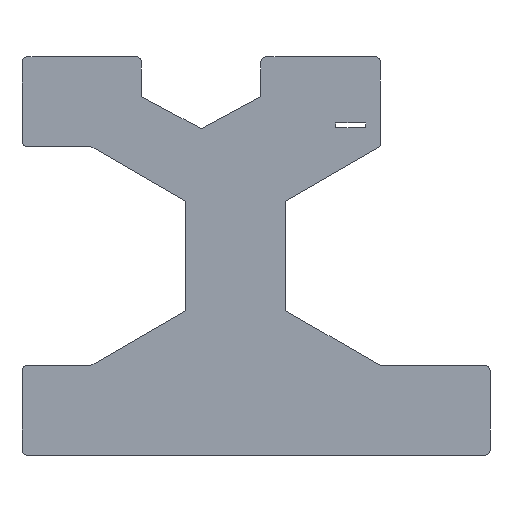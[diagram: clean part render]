
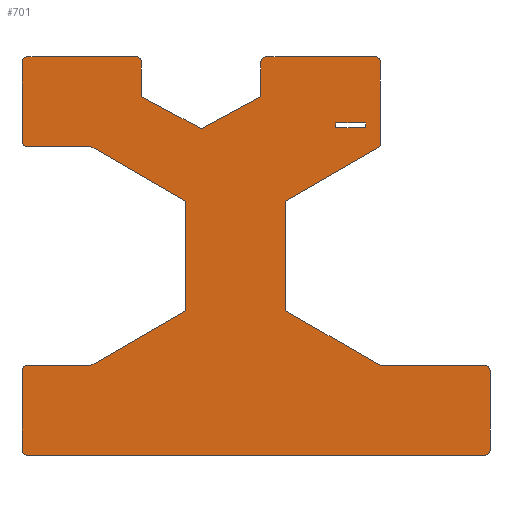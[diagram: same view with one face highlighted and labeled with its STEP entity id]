
A CAD part, left-side view. The second image highlights one B-rep face of the part: STEP entity #701.
In plain terms, the highlighted planar face has unit normal (-1, 0, 0).
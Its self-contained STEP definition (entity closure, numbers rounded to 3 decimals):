
#72 = VERTEX_POINT('',#73);
#73 = CARTESIAN_POINT('',(-126.19,-2.,-44.));
#79 = EDGE_CURVE('',#80,#72,#82,.T.);
#80 = VERTEX_POINT('',#81);
#81 = CARTESIAN_POINT('',(-126.19,40.,-44.));
#82 = LINE('',#83,#84);
#83 = CARTESIAN_POINT('',(-126.19,40.,-44.));
#84 = VECTOR('',#85,1.);
#85 = DIRECTION('',(0.,-1.,0.));
#672 = VERTEX_POINT('',#673);
#673 = CARTESIAN_POINT('',(-126.19,78.105,-22.));
#679 = EDGE_CURVE('',#80,#672,#680,.T.);
#680 = LINE('',#681,#682);
#681 = CARTESIAN_POINT('',(-126.19,40.,-44.));
#682 = VECTOR('',#683,1.);
#683 = DIRECTION('',(0.,0.866,0.5));
#701 = ADVANCED_FACE('',(#702,#938),#972,.F.);
#702 = FACE_BOUND('',#703,.F.);
#703 = EDGE_LOOP('',(#704,#714,#720,#721,#722,#731,#739,#748,#756,#765,
    #773,#782,#790,#798,#806,#814,#822,#831,#839,#848,#856,#865,#873,
    #881,#889,#897,#906,#914,#923,#931));
#704 = ORIENTED_EDGE('',*,*,#705,.F.);
#705 = EDGE_CURVE('',#706,#708,#710,.T.);
#706 = VERTEX_POINT('',#707);
#707 = CARTESIAN_POINT('',(-126.19,78.105,22.));
#708 = VERTEX_POINT('',#709);
#709 = CARTESIAN_POINT('',(-126.19,41.,43.423));
#710 = LINE('',#711,#712);
#711 = CARTESIAN_POINT('',(-126.19,78.105,22.));
#712 = VECTOR('',#713,1.);
#713 = DIRECTION('',(0.,-0.866,0.5));
#714 = ORIENTED_EDGE('',*,*,#715,.F.);
#715 = EDGE_CURVE('',#672,#706,#716,.T.);
#716 = LINE('',#717,#718);
#717 = CARTESIAN_POINT('',(-126.19,78.105,-22.));
#718 = VECTOR('',#719,1.);
#719 = DIRECTION('',(0.,0.,1.));
#720 = ORIENTED_EDGE('',*,*,#679,.F.);
#721 = ORIENTED_EDGE('',*,*,#79,.T.);
#722 = ORIENTED_EDGE('',*,*,#723,.T.);
#723 = EDGE_CURVE('',#72,#724,#726,.T.);
#724 = VERTEX_POINT('',#725);
#725 = CARTESIAN_POINT('',(-126.19,-4.,-46.));
#726 = CIRCLE('',#727,2.);
#727 = AXIS2_PLACEMENT_3D('',#728,#729,#730);
#728 = CARTESIAN_POINT('',(-126.19,-2.,-46.));
#729 = DIRECTION('',(1.,0.,0.));
#730 = DIRECTION('',(0.,1.,0.));
#731 = ORIENTED_EDGE('',*,*,#732,.T.);
#732 = EDGE_CURVE('',#724,#733,#735,.T.);
#733 = VERTEX_POINT('',#734);
#734 = CARTESIAN_POINT('',(-126.19,-4.,-78.));
#735 = LINE('',#736,#737);
#736 = CARTESIAN_POINT('',(-126.19,-4.,-44.));
#737 = VECTOR('',#738,1.);
#738 = DIRECTION('',(0.,0.,-1.));
#739 = ORIENTED_EDGE('',*,*,#740,.T.);
#740 = EDGE_CURVE('',#733,#741,#743,.T.);
#741 = VERTEX_POINT('',#742);
#742 = CARTESIAN_POINT('',(-126.19,-2.,-80.));
#743 = CIRCLE('',#744,2.);
#744 = AXIS2_PLACEMENT_3D('',#745,#746,#747);
#745 = CARTESIAN_POINT('',(-126.19,-2.,-78.));
#746 = DIRECTION('',(1.,0.,0.));
#747 = DIRECTION('',(0.,1.,0.));
#748 = ORIENTED_EDGE('',*,*,#749,.F.);
#749 = EDGE_CURVE('',#750,#741,#752,.T.);
#750 = VERTEX_POINT('',#751);
#751 = CARTESIAN_POINT('',(-126.19,182.,-80.));
#752 = LINE('',#753,#754);
#753 = CARTESIAN_POINT('',(-126.19,184.,-80.));
#754 = VECTOR('',#755,1.);
#755 = DIRECTION('',(0.,-1.,0.));
#756 = ORIENTED_EDGE('',*,*,#757,.F.);
#757 = EDGE_CURVE('',#758,#750,#760,.T.);
#758 = VERTEX_POINT('',#759);
#759 = CARTESIAN_POINT('',(-126.19,184.,-78.));
#760 = CIRCLE('',#761,2.);
#761 = AXIS2_PLACEMENT_3D('',#762,#763,#764);
#762 = CARTESIAN_POINT('',(-126.19,182.,-78.));
#763 = DIRECTION('',(-1.,0.,0.));
#764 = DIRECTION('',(0.,1.,0.));
#765 = ORIENTED_EDGE('',*,*,#766,.F.);
#766 = EDGE_CURVE('',#767,#758,#769,.T.);
#767 = VERTEX_POINT('',#768);
#768 = CARTESIAN_POINT('',(-126.19,184.,-46.));
#769 = LINE('',#770,#771);
#770 = CARTESIAN_POINT('',(-126.19,184.,-44.));
#771 = VECTOR('',#772,1.);
#772 = DIRECTION('',(0.,0.,-1.));
#773 = ORIENTED_EDGE('',*,*,#774,.F.);
#774 = EDGE_CURVE('',#775,#767,#777,.T.);
#775 = VERTEX_POINT('',#776);
#776 = CARTESIAN_POINT('',(-126.19,182.,-44.));
#777 = CIRCLE('',#778,2.);
#778 = AXIS2_PLACEMENT_3D('',#779,#780,#781);
#779 = CARTESIAN_POINT('',(-126.19,182.,-46.));
#780 = DIRECTION('',(-1.,0.,0.));
#781 = DIRECTION('',(0.,1.,0.));
#782 = ORIENTED_EDGE('',*,*,#783,.T.);
#783 = EDGE_CURVE('',#775,#784,#786,.T.);
#784 = VERTEX_POINT('',#785);
#785 = CARTESIAN_POINT('',(-126.19,156.29,-44.));
#786 = LINE('',#787,#788);
#787 = CARTESIAN_POINT('',(-126.19,184.,-44.));
#788 = VECTOR('',#789,1.);
#789 = DIRECTION('',(0.,-1.,0.));
#790 = ORIENTED_EDGE('',*,*,#791,.F.);
#791 = EDGE_CURVE('',#792,#784,#794,.T.);
#792 = VERTEX_POINT('',#793);
#793 = CARTESIAN_POINT('',(-126.19,118.185,-22.));
#794 = LINE('',#795,#796);
#795 = CARTESIAN_POINT('',(-126.19,118.185,-22.));
#796 = VECTOR('',#797,1.);
#797 = DIRECTION('',(0.,0.866,-0.5));
#798 = ORIENTED_EDGE('',*,*,#799,.F.);
#799 = EDGE_CURVE('',#800,#792,#802,.T.);
#800 = VERTEX_POINT('',#801);
#801 = CARTESIAN_POINT('',(-126.19,118.185,22.));
#802 = LINE('',#803,#804);
#803 = CARTESIAN_POINT('',(-126.19,118.185,22.));
#804 = VECTOR('',#805,1.);
#805 = DIRECTION('',(0.,0.,-1.));
#806 = ORIENTED_EDGE('',*,*,#807,.F.);
#807 = EDGE_CURVE('',#808,#800,#810,.T.);
#808 = VERTEX_POINT('',#809);
#809 = CARTESIAN_POINT('',(-126.19,156.29,44.));
#810 = LINE('',#811,#812);
#811 = CARTESIAN_POINT('',(-126.19,156.29,44.));
#812 = VECTOR('',#813,1.);
#813 = DIRECTION('',(0.,-0.866,-0.5));
#814 = ORIENTED_EDGE('',*,*,#815,.T.);
#815 = EDGE_CURVE('',#808,#816,#818,.T.);
#816 = VERTEX_POINT('',#817);
#817 = CARTESIAN_POINT('',(-126.19,182.,44.));
#818 = LINE('',#819,#820);
#819 = CARTESIAN_POINT('',(-126.19,156.29,44.));
#820 = VECTOR('',#821,1.);
#821 = DIRECTION('',(0.,1.,0.));
#822 = ORIENTED_EDGE('',*,*,#823,.F.);
#823 = EDGE_CURVE('',#824,#816,#826,.T.);
#824 = VERTEX_POINT('',#825);
#825 = CARTESIAN_POINT('',(-126.19,184.,46.));
#826 = CIRCLE('',#827,2.);
#827 = AXIS2_PLACEMENT_3D('',#828,#829,#830);
#828 = CARTESIAN_POINT('',(-126.19,182.,46.));
#829 = DIRECTION('',(-1.,0.,0.));
#830 = DIRECTION('',(0.,1.,0.));
#831 = ORIENTED_EDGE('',*,*,#832,.F.);
#832 = EDGE_CURVE('',#833,#824,#835,.T.);
#833 = VERTEX_POINT('',#834);
#834 = CARTESIAN_POINT('',(-126.19,184.,78.));
#835 = LINE('',#836,#837);
#836 = CARTESIAN_POINT('',(-126.19,184.,80.));
#837 = VECTOR('',#838,1.);
#838 = DIRECTION('',(0.,0.,-1.));
#839 = ORIENTED_EDGE('',*,*,#840,.F.);
#840 = EDGE_CURVE('',#841,#833,#843,.T.);
#841 = VERTEX_POINT('',#842);
#842 = CARTESIAN_POINT('',(-126.19,182.,80.));
#843 = CIRCLE('',#844,2.);
#844 = AXIS2_PLACEMENT_3D('',#845,#846,#847);
#845 = CARTESIAN_POINT('',(-126.19,182.,78.));
#846 = DIRECTION('',(-1.,0.,0.));
#847 = DIRECTION('',(0.,1.,0.));
#848 = ORIENTED_EDGE('',*,*,#849,.F.);
#849 = EDGE_CURVE('',#850,#841,#852,.T.);
#850 = VERTEX_POINT('',#851);
#851 = CARTESIAN_POINT('',(-126.19,138.,80.));
#852 = LINE('',#853,#854);
#853 = CARTESIAN_POINT('',(-126.19,136.,80.));
#854 = VECTOR('',#855,1.);
#855 = DIRECTION('',(0.,1.,0.));
#856 = ORIENTED_EDGE('',*,*,#857,.F.);
#857 = EDGE_CURVE('',#858,#850,#860,.T.);
#858 = VERTEX_POINT('',#859);
#859 = CARTESIAN_POINT('',(-126.19,136.,78.));
#860 = CIRCLE('',#861,2.);
#861 = AXIS2_PLACEMENT_3D('',#862,#863,#864);
#862 = CARTESIAN_POINT('',(-126.19,138.,78.));
#863 = DIRECTION('',(-1.,0.,0.));
#864 = DIRECTION('',(0.,1.,0.));
#865 = ORIENTED_EDGE('',*,*,#866,.F.);
#866 = EDGE_CURVE('',#867,#858,#869,.T.);
#867 = VERTEX_POINT('',#868);
#868 = CARTESIAN_POINT('',(-126.19,136.,64.));
#869 = LINE('',#870,#871);
#870 = CARTESIAN_POINT('',(-126.19,136.,64.));
#871 = VECTOR('',#872,1.);
#872 = DIRECTION('',(0.,0.,1.));
#873 = ORIENTED_EDGE('',*,*,#874,.F.);
#874 = EDGE_CURVE('',#875,#867,#877,.T.);
#875 = VERTEX_POINT('',#876);
#876 = CARTESIAN_POINT('',(-126.19,112.,51.156));
#877 = LINE('',#878,#879);
#878 = CARTESIAN_POINT('',(-126.19,112.,51.156));
#879 = VECTOR('',#880,1.);
#880 = DIRECTION('',(0.,0.882,0.472));
#881 = ORIENTED_EDGE('',*,*,#882,.F.);
#882 = EDGE_CURVE('',#883,#875,#885,.T.);
#883 = VERTEX_POINT('',#884);
#884 = CARTESIAN_POINT('',(-126.19,88.,64.));
#885 = LINE('',#886,#887);
#886 = CARTESIAN_POINT('',(-126.19,88.,64.));
#887 = VECTOR('',#888,1.);
#888 = DIRECTION('',(0.,0.882,-0.472));
#889 = ORIENTED_EDGE('',*,*,#890,.F.);
#890 = EDGE_CURVE('',#891,#883,#893,.T.);
#891 = VERTEX_POINT('',#892);
#892 = CARTESIAN_POINT('',(-126.19,88.,78.));
#893 = LINE('',#894,#895);
#894 = CARTESIAN_POINT('',(-126.19,88.,80.));
#895 = VECTOR('',#896,1.);
#896 = DIRECTION('',(0.,0.,-1.));
#897 = ORIENTED_EDGE('',*,*,#898,.F.);
#898 = EDGE_CURVE('',#899,#891,#901,.T.);
#899 = VERTEX_POINT('',#900);
#900 = CARTESIAN_POINT('',(-126.19,86.,80.));
#901 = CIRCLE('',#902,2.);
#902 = AXIS2_PLACEMENT_3D('',#903,#904,#905);
#903 = CARTESIAN_POINT('',(-126.19,86.,78.));
#904 = DIRECTION('',(-1.,0.,0.));
#905 = DIRECTION('',(0.,1.,0.));
#906 = ORIENTED_EDGE('',*,*,#907,.F.);
#907 = EDGE_CURVE('',#908,#899,#910,.T.);
#908 = VERTEX_POINT('',#909);
#909 = CARTESIAN_POINT('',(-126.19,42.,80.));
#910 = LINE('',#911,#912);
#911 = CARTESIAN_POINT('',(-126.19,40.,80.));
#912 = VECTOR('',#913,1.);
#913 = DIRECTION('',(0.,1.,0.));
#914 = ORIENTED_EDGE('',*,*,#915,.F.);
#915 = EDGE_CURVE('',#916,#908,#918,.T.);
#916 = VERTEX_POINT('',#917);
#917 = CARTESIAN_POINT('',(-126.19,40.,78.));
#918 = CIRCLE('',#919,2.);
#919 = AXIS2_PLACEMENT_3D('',#920,#921,#922);
#920 = CARTESIAN_POINT('',(-126.19,42.,78.));
#921 = DIRECTION('',(-1.,0.,0.));
#922 = DIRECTION('',(0.,1.,0.));
#923 = ORIENTED_EDGE('',*,*,#924,.T.);
#924 = EDGE_CURVE('',#916,#925,#927,.T.);
#925 = VERTEX_POINT('',#926);
#926 = CARTESIAN_POINT('',(-126.19,40.,45.155));
#927 = LINE('',#928,#929);
#928 = CARTESIAN_POINT('',(-126.19,40.,80.));
#929 = VECTOR('',#930,1.);
#930 = DIRECTION('',(0.,0.,-1.));
#931 = ORIENTED_EDGE('',*,*,#932,.F.);
#932 = EDGE_CURVE('',#708,#925,#933,.T.);
#933 = CIRCLE('',#934,2.);
#934 = AXIS2_PLACEMENT_3D('',#935,#936,#937);
#935 = CARTESIAN_POINT('',(-126.19,42.,45.155));
#936 = DIRECTION('',(-1.,0.,0.));
#937 = DIRECTION('',(0.,1.,0.));
#938 = FACE_BOUND('',#939,.F.);
#939 = EDGE_LOOP('',(#940,#950,#958,#966));
#940 = ORIENTED_EDGE('',*,*,#941,.F.);
#941 = EDGE_CURVE('',#942,#944,#946,.T.);
#942 = VERTEX_POINT('',#943);
#943 = CARTESIAN_POINT('',(-126.19,58.,53.5));
#944 = VERTEX_POINT('',#945);
#945 = CARTESIAN_POINT('',(-126.19,46.,53.5));
#946 = LINE('',#947,#948);
#947 = CARTESIAN_POINT('',(-126.19,79.138,53.5));
#948 = VECTOR('',#949,1.);
#949 = DIRECTION('',(0.,-1.,0.));
#950 = ORIENTED_EDGE('',*,*,#951,.T.);
#951 = EDGE_CURVE('',#942,#952,#954,.T.);
#952 = VERTEX_POINT('',#953);
#953 = CARTESIAN_POINT('',(-126.19,58.,51.5));
#954 = LINE('',#955,#956);
#955 = CARTESIAN_POINT('',(-126.19,58.,23.553));
#956 = VECTOR('',#957,1.);
#957 = DIRECTION('',(0.,0.,-1.));
#958 = ORIENTED_EDGE('',*,*,#959,.T.);
#959 = EDGE_CURVE('',#952,#960,#962,.T.);
#960 = VERTEX_POINT('',#961);
#961 = CARTESIAN_POINT('',(-126.19,46.,51.5));
#962 = LINE('',#963,#964);
#963 = CARTESIAN_POINT('',(-126.19,79.138,51.5));
#964 = VECTOR('',#965,1.);
#965 = DIRECTION('',(0.,-1.,0.));
#966 = ORIENTED_EDGE('',*,*,#967,.F.);
#967 = EDGE_CURVE('',#944,#960,#968,.T.);
#968 = LINE('',#969,#970);
#969 = CARTESIAN_POINT('',(-126.19,46.,23.553));
#970 = VECTOR('',#971,1.);
#971 = DIRECTION('',(0.,0.,-1.));
#972 = PLANE('',#973);
#973 = AXIS2_PLACEMENT_3D('',#974,#975,#976);
#974 = CARTESIAN_POINT('',(-126.19,100.277,-4.394));
#975 = DIRECTION('',(1.,0.,0.));
#976 = DIRECTION('',(0.,0.,1.));
